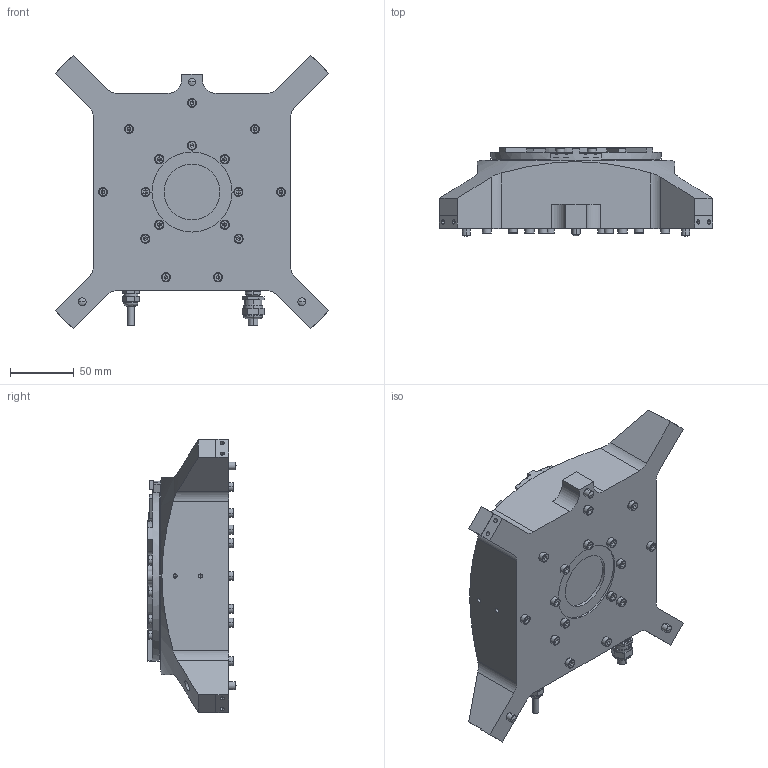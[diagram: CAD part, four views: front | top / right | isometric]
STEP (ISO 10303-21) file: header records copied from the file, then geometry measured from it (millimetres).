
FILE_DESCRIPTION((''),'2;1');
FILE_NAME('DXR_PLUS','2016-12-22T',('ch5552'),(''),'PRO/ENGINEER BY PARAMETRIC TECHNOLOGY CORPORATION, 2014000','PRO/ENGINEER BY PARAMETRIC TECHNOLOGY CORPORATION, 2014000','');
FILE_SCHEMA(('CONFIG_CONTROL_DESIGN'));
Products named in the file (1): DXR_PLUS
Bounding box: 214.96 x 69.5 x 214.96 mm (x, y, z)
Volume: 1357721.8 mm3; surface area: 149996.4 mm2
Topology: 2 solids, 50 shells, 2014 faces, 5530 edges, 3648 vertices
Faces by surface type: plane 989, cylinder 653, cone 266, torus 94, sphere 10, bspline 2
Entity records: 79310 total; most frequent: CARTESIAN_POINT 13622, DIRECTION 11437, ORIENTED_EDGE 10760, EDGE_CURVE 5402, AXIS2_PLACEMENT_3D 4366, VERTEX_POINT 3648, VECTOR 2705, LINE 2705
